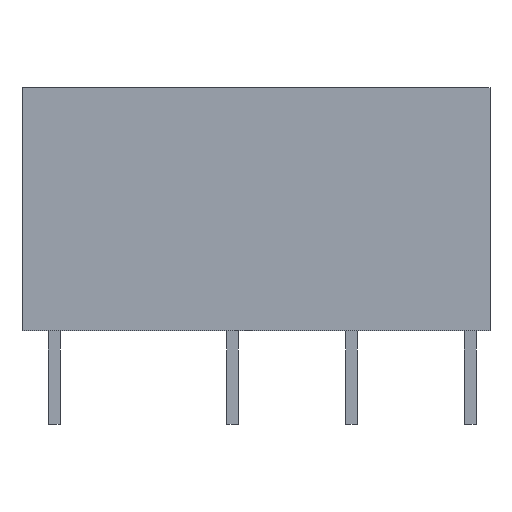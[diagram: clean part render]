
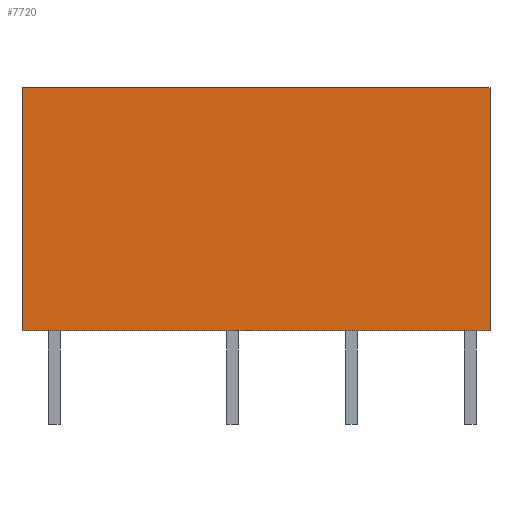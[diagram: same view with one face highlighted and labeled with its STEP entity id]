
A CAD part, front view. The second image highlights one B-rep face of the part: STEP entity #7720.
In plain terms, the highlighted planar face has unit normal (0, -1, 0).
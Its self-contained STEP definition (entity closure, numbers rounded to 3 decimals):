
#1090 = VERTEX_POINT ( 'NONE', #9906 ) ;
#1167 = EDGE_CURVE ( 'NONE', #1090, #10912, #14197, .T. ) ;
#1641 = VECTOR ( 'NONE', #12542, 1000. ) ;
#1945 = CARTESIAN_POINT ( 'NONE',  ( -10., -5., 0. ) ) ;
#3327 = LINE ( 'NONE', #24411, #7177 ) ;
#3414 = CARTESIAN_POINT ( 'NONE',  ( 10., -5., 10.4 ) ) ;
#3451 = ORIENTED_EDGE ( 'NONE', *, *, #18844, .F. ) ;
#4570 = ORIENTED_EDGE ( 'NONE', *, *, #1167, .T. ) ;
#5205 = CARTESIAN_POINT ( 'NONE',  ( 10., -5., 10.4 ) ) ;
#6098 = CARTESIAN_POINT ( 'NONE',  ( 10., -5., 0. ) ) ;
#6570 = VECTOR ( 'NONE', #24266, 1000. ) ;
#7177 = VECTOR ( 'NONE', #9631, 1000. ) ;
#7604 = EDGE_LOOP ( 'NONE', ( #15964, #3451, #18226, #4570 ) ) ;
#7720 = ADVANCED_FACE ( 'NONE', ( #15188 ), #13301, .F. ) ;
#8869 = LINE ( 'NONE', #3414, #6570 ) ;
#9519 = AXIS2_PLACEMENT_3D ( 'NONE', #12809, #13064, #20531 ) ;
#9631 = DIRECTION ( 'NONE',  ( 1., 0., 0. ) ) ;
#9715 = VECTOR ( 'NONE', #20829, 1000. ) ;
#9906 = CARTESIAN_POINT ( 'NONE',  ( -10., -5., 10.4 ) ) ;
#10912 = VERTEX_POINT ( 'NONE', #1945 ) ;
#12542 = DIRECTION ( 'NONE',  ( 0., 0., -1. ) ) ;
#12809 = CARTESIAN_POINT ( 'NONE',  ( 10., -5., 10.4 ) ) ;
#13033 = VERTEX_POINT ( 'NONE', #5205 ) ;
#13064 = DIRECTION ( 'NONE',  ( 0., 1., 0. ) ) ;
#13301 = PLANE ( 'NONE',  #9519 ) ;
#14197 = LINE ( 'NONE', #14322, #1641 ) ;
#14322 = CARTESIAN_POINT ( 'NONE',  ( -10., -5., 10.4 ) ) ;
#15188 = FACE_OUTER_BOUND ( 'NONE', #7604, .T. ) ;
#15376 = CARTESIAN_POINT ( 'NONE',  ( 10., -5., 10.4 ) ) ;
#15543 = EDGE_CURVE ( 'NONE', #1090, #13033, #8869, .T. ) ;
#15964 = ORIENTED_EDGE ( 'NONE', *, *, #22659, .T. ) ;
#18226 = ORIENTED_EDGE ( 'NONE', *, *, #15543, .F. ) ;
#18844 = EDGE_CURVE ( 'NONE', #13033, #21955, #23072, .T. ) ;
#20531 = DIRECTION ( 'NONE',  ( -1., 0., 0. ) ) ;
#20829 = DIRECTION ( 'NONE',  ( 0., 0., -1. ) ) ;
#21955 = VERTEX_POINT ( 'NONE', #6098 ) ;
#22659 = EDGE_CURVE ( 'NONE', #10912, #21955, #3327, .T. ) ;
#23072 = LINE ( 'NONE', #15376, #9715 ) ;
#24266 = DIRECTION ( 'NONE',  ( 1., 0., 0. ) ) ;
#24411 = CARTESIAN_POINT ( 'NONE',  ( 10., -5., 0. ) ) ;
